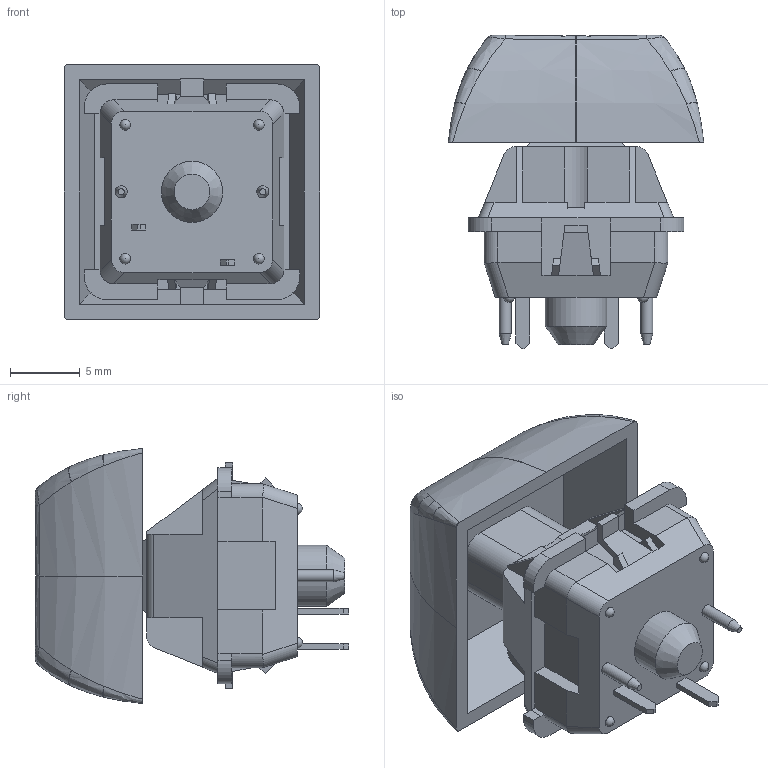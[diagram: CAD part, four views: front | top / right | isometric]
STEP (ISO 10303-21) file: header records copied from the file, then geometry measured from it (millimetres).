
FILE_DESCRIPTION(/* description */ (''),/* implementation_level */ '2;1');
FILE_NAME(/* name */ 'MX1A-E1NW--3DModel-STEP-56544.step',/* time_stamp */ '2020-09-02T15:06:56+02:00',/* author */ (''),/* organization */ (''),/* preprocessor_version */ 'ST-DEVELOPER v18.1',/* originating_system */ 'Autodesk Translation Framework v9.3.0.1241',/* authorisation */ '');
FILE_SCHEMA (('AUTOMOTIVE_DESIGN { 1 0 10303 214 3 1 1 }'));
Length unit declared in the file: inch
Products named in the file (2): MX1A-E1NW--3DModel-STEP-56544; DSA_Keycap_CherryMX v1
Assembly tree (1 placements, depth 2):
  MX1A-E1NW--3DModel-STEP-56544
    DSA_Keycap_CherryMX v1
Bounding box: 18.32 x 22.48 x 18.3 mm (x, y, z)
Volume: 2711.4 mm3; surface area: 2964.9 mm2
Topology: 8 solids, 8 shells, 297 faces, 775 edges, 499 vertices
Faces by surface type: plane 214, bspline 53, cylinder 23, sphere 4, cone 3
Full cylindrical faces by diameter (mm): 0.864 x2, 4.391 x1
Entity records: 11651 total; most frequent: CARTESIAN_POINT 4612, ORIENTED_EDGE 1542, DIRECTION 1228, EDGE_CURVE 771, LINE 602, VECTOR 602, VERTEX_POINT 499, AXIS2_PLACEMENT_3D 313
